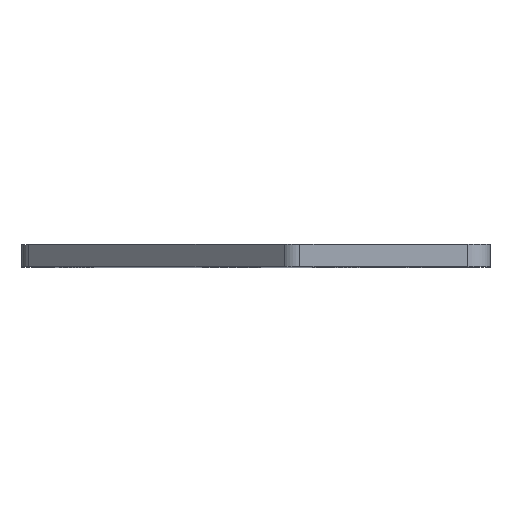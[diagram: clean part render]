
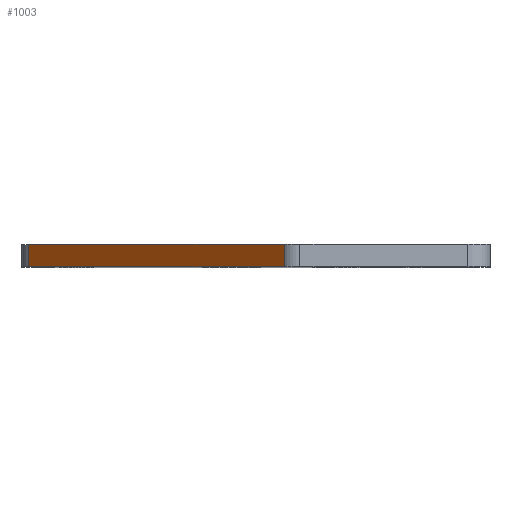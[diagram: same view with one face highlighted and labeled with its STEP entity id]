
A CAD part, top view. The second image highlights one B-rep face of the part: STEP entity #1003.
In plain terms, the highlighted planar face has unit normal (-0.707, 0, 0.707).
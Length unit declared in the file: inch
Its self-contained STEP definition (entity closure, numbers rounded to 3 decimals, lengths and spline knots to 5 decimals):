
#110 = VERTEX_POINT ( 'NONE', #169 ) ;
#114 = VERTEX_POINT ( 'NONE', #174 ) ;
#169 = CARTESIAN_POINT ( 'NONE',  ( -0.19431, 0.32769, 2.58839 ) ) ;
#174 = CARTESIAN_POINT ( 'NONE',  ( -1.63859, 0.32769, 1.14411 ) ) ;
#188 = CARTESIAN_POINT ( 'NONE',  ( -0.19431, 0.45269, 2.58839 ) ) ;
#215 = CARTESIAN_POINT ( 'NONE',  ( -1.63859, 0.45269, 1.14411 ) ) ;
#486 = DIRECTION ( 'NONE',  ( -0.707, 0., -0.707 ) ) ;
#487 = CARTESIAN_POINT ( 'NONE',  ( -0.1577, 0.45269, 2.625 ) ) ;
#503 = DIRECTION ( 'NONE',  ( -0.707, 0., -0.707 ) ) ;
#504 = CARTESIAN_POINT ( 'NONE',  ( -0.1577, 0.32769, 2.625 ) ) ;
#541 = CARTESIAN_POINT ( 'NONE',  ( -1.63859, 0.32769, 1.14411 ) ) ;
#542 = DIRECTION ( 'NONE',  ( 0., -1., 0. ) ) ;
#561 = CARTESIAN_POINT ( 'NONE',  ( -0.19431, 0.45269, 2.58839 ) ) ;
#562 = DIRECTION ( 'NONE',  ( 0., 1., 0. ) ) ;
#593 = PLANE ( 'NONE',  #948 ) ;
#597 = CARTESIAN_POINT ( 'NONE',  ( -0.1577, 0.45269, 2.625 ) ) ;
#606 = DIRECTION ( 'NONE',  ( -0.707, 0., 0.707 ) ) ;
#608 = DIRECTION ( 'NONE',  ( -0.707, 0., -0.707 ) ) ;
#683 = VERTEX_POINT ( 'NONE', #188 ) ;
#713 = VERTEX_POINT ( 'NONE', #215 ) ;
#924 = EDGE_CURVE ( 'NONE', #683, #713, #1436, .T. ) ;
#936 = EDGE_CURVE ( 'NONE', #110, #114, #1417, .T. ) ;
#948 = AXIS2_PLACEMENT_3D ( 'NONE', #597, #606, #608 ) ;
#970 = EDGE_CURVE ( 'NONE', #713, #114, #1403, .T. ) ;
#979 = EDGE_CURVE ( 'NONE', #110, #683, #1384, .T. ) ;
#1003 = ADVANCED_FACE ( 'NONE', ( #1048 ), #593, .T. ) ;
#1048 = FACE_OUTER_BOUND ( 'NONE', #1555, .T. ) ;
#1065 = VECTOR ( 'NONE', #542, 39.37008 ) ;
#1199 = ORIENTED_EDGE ( 'NONE', *, *, #924, .T. ) ;
#1201 = ORIENTED_EDGE ( 'NONE', *, *, #970, .T. ) ;
#1383 = VECTOR ( 'NONE', #562, 39.37008 ) ;
#1384 = LINE ( 'NONE', #561, #1383 ) ;
#1403 = LINE ( 'NONE', #541, #1065 ) ;
#1416 = VECTOR ( 'NONE', #503, 39.37008 ) ;
#1417 = LINE ( 'NONE', #504, #1416 ) ;
#1435 = VECTOR ( 'NONE', #486, 39.37008 ) ;
#1436 = LINE ( 'NONE', #487, #1435 ) ;
#1555 = EDGE_LOOP ( 'NONE', ( #1199, #1201, #1658, #1601 ) ) ;
#1601 = ORIENTED_EDGE ( 'NONE', *, *, #979, .T. ) ;
#1658 = ORIENTED_EDGE ( 'NONE', *, *, #936, .F. ) ;
